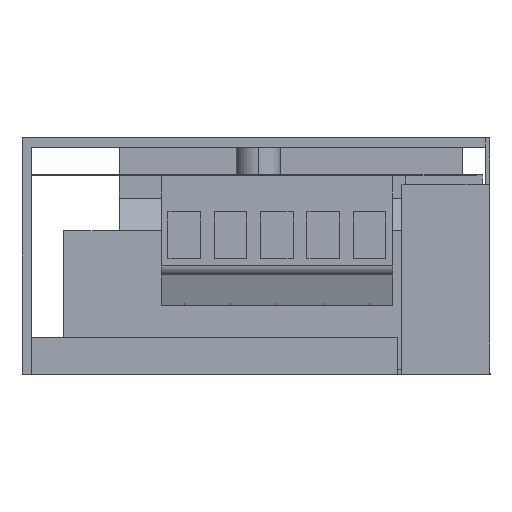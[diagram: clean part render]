
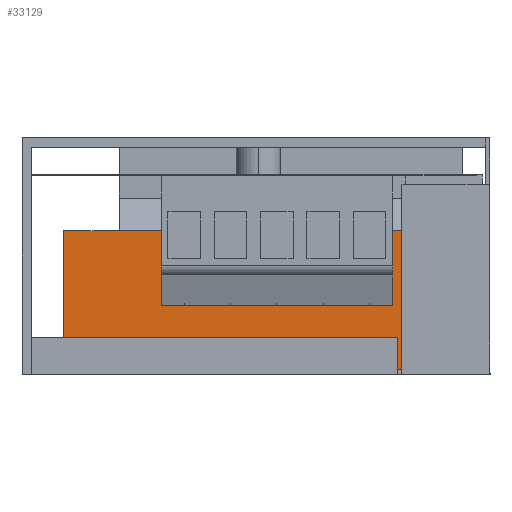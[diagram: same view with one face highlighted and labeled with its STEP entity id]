
A CAD part, left-side view. The second image highlights one B-rep face of the part: STEP entity #33129.
In plain terms, the highlighted planar face has unit normal (-1, 0, 0).
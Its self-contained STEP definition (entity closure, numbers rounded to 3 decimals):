
#200 = CARTESIAN_POINT ( 'NONE',  ( 33.55, -24.4, 15.5 ) ) ;
#307 = EDGE_CURVE ( 'NONE', #1616, #2940, #862, .T. ) ;
#334 = LINE ( 'NONE', #21028, #15829 ) ;
#360 = DIRECTION ( 'NONE',  ( 0., 0., -1. ) ) ;
#862 = LINE ( 'NONE', #11141, #33022 ) ;
#1532 = DIRECTION ( 'NONE',  ( 1., 0., 0. ) ) ;
#1616 = VERTEX_POINT ( 'NONE', #27087 ) ;
#2014 = CARTESIAN_POINT ( 'NONE',  ( 33.55, 21., 15.5 ) ) ;
#2178 = FACE_OUTER_BOUND ( 'NONE', #33178, .T. ) ;
#2216 = ORIENTED_EDGE ( 'NONE', *, *, #5797, .F. ) ;
#2940 = VERTEX_POINT ( 'NONE', #18238 ) ;
#3764 = EDGE_CURVE ( 'NONE', #1616, #20430, #13245, .T. ) ;
#4316 = CARTESIAN_POINT ( 'NONE',  ( 33.55, 21., 15.5 ) ) ;
#5680 = VERTEX_POINT ( 'NONE', #200 ) ;
#5797 = EDGE_CURVE ( 'NONE', #20430, #9376, #11642, .T. ) ;
#7587 = VERTEX_POINT ( 'NONE', #23939 ) ;
#8148 = LINE ( 'NONE', #8322, #10836 ) ;
#8322 = CARTESIAN_POINT ( 'NONE',  ( 33.55, 21., 0.5 ) ) ;
#9376 = VERTEX_POINT ( 'NONE', #30247 ) ;
#9604 = VECTOR ( 'NONE', #16847, 1000. ) ;
#10836 = VECTOR ( 'NONE', #23625, 1000. ) ;
#10860 = EDGE_CURVE ( 'NONE', #9376, #5680, #19633, .T. ) ;
#11141 = CARTESIAN_POINT ( 'NONE',  ( 33.55, 21., 15.5 ) ) ;
#11642 = LINE ( 'NONE', #21736, #9604 ) ;
#12008 = CARTESIAN_POINT ( 'NONE',  ( 33.55, 15., 15.5 ) ) ;
#12234 = ORIENTED_EDGE ( 'NONE', *, *, #31135, .F. ) ;
#13105 = ORIENTED_EDGE ( 'NONE', *, *, #3764, .F. ) ;
#13245 = LINE ( 'NONE', #23488, #13973 ) ;
#13528 = ORIENTED_EDGE ( 'NONE', *, *, #25956, .T. ) ;
#13973 = VECTOR ( 'NONE', #20967, 1000. ) ;
#14584 = DIRECTION ( 'NONE',  ( 0., -1., 0. ) ) ;
#15829 = VECTOR ( 'NONE', #30605, 1000. ) ;
#15946 = ORIENTED_EDGE ( 'NONE', *, *, #10860, .F. ) ;
#16847 = DIRECTION ( 'NONE',  ( 0., -1., 0. ) ) ;
#18238 = CARTESIAN_POINT ( 'NONE',  ( 33.55, 21., 0.5 ) ) ;
#19633 = LINE ( 'NONE', #4316, #32391 ) ;
#20353 = AXIS2_PLACEMENT_3D ( 'NONE', #2014, #1532, #22225 ) ;
#20430 = VERTEX_POINT ( 'NONE', #12008 ) ;
#20967 = DIRECTION ( 'NONE',  ( 0., -1., 0. ) ) ;
#21028 = CARTESIAN_POINT ( 'NONE',  ( 33.55, -24.4, 15.5 ) ) ;
#21736 = CARTESIAN_POINT ( 'NONE',  ( 33.55, 31.302, 15.5 ) ) ;
#22225 = DIRECTION ( 'NONE',  ( 0., 1., 0. ) ) ;
#23488 = CARTESIAN_POINT ( 'NONE',  ( 33.55, 21., 15.5 ) ) ;
#23625 = DIRECTION ( 'NONE',  ( 0., -1., 0. ) ) ;
#23939 = CARTESIAN_POINT ( 'NONE',  ( 33.55, -24.4, 0.5 ) ) ;
#25956 = EDGE_CURVE ( 'NONE', #2940, #7587, #8148, .T. ) ;
#27087 = CARTESIAN_POINT ( 'NONE',  ( 33.55, 21., 15.5 ) ) ;
#30247 = CARTESIAN_POINT ( 'NONE',  ( 33.55, -22., 15.5 ) ) ;
#30350 = ORIENTED_EDGE ( 'NONE', *, *, #307, .T. ) ;
#30605 = DIRECTION ( 'NONE',  ( 0., 0., -1. ) ) ;
#31135 = EDGE_CURVE ( 'NONE', #5680, #7587, #334, .T. ) ;
#32391 = VECTOR ( 'NONE', #14584, 1000. ) ;
#32784 = PLANE ( 'NONE',  #20353 ) ;
#33022 = VECTOR ( 'NONE', #360, 1000. ) ;
#33129 = ADVANCED_FACE ( 'NONE', ( #2178 ), #32784, .F. ) ;
#33178 = EDGE_LOOP ( 'NONE', ( #13528, #12234, #15946, #2216, #13105, #30350 ) ) ;
